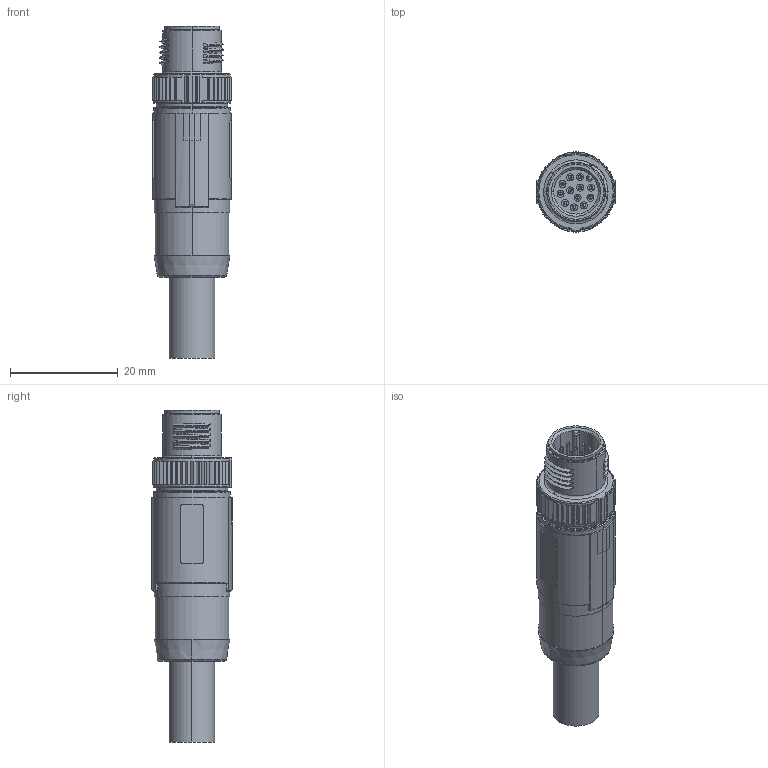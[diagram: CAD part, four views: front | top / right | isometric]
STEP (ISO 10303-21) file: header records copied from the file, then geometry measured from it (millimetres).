
FILE_DESCRIPTION((''),'2;1');
FILE_NAME('CAD-8355','2022-06-08T13:26:58',('creinig-se'),(''),'CREO PARAMETRIC BY PTC INC, 2019292','CREO PARAMETRIC BY PTC INC, 2019292','');
FILE_SCHEMA(('CONFIG_CONTROL_DESIGN','SHAPE_APPEARANCE_LAYERS_GROUPS'));
Length unit declared in the file: millimetre
Products named in the file (1): CAD-8355
Bounding box: 14.79 x 15.01 x 61.7 mm (x, y, z)
Volume: 7244.1 mm3; surface area: 3828.6 mm2
Topology: 1 solids, 1 shells, 662 faces, 1696 edges, 1058 vertices
Faces by surface type: plane 297, cylinder 187, torus 60, bspline 58, cone 32, sphere 28
Entity records: 33332 total; most frequent: CARTESIAN_POINT 5995, DIRECTION 3358, ORIENTED_EDGE 3336, PRESENTATION_STYLE_ASSIGNMENT 2236, STYLED_ITEM 1751, CURVE_STYLE 1668, EDGE_CURVE 1668, AXIS2_PLACEMENT_3D 1325
